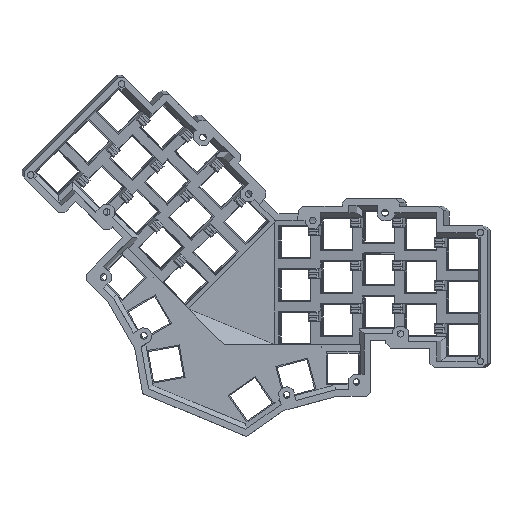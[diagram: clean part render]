
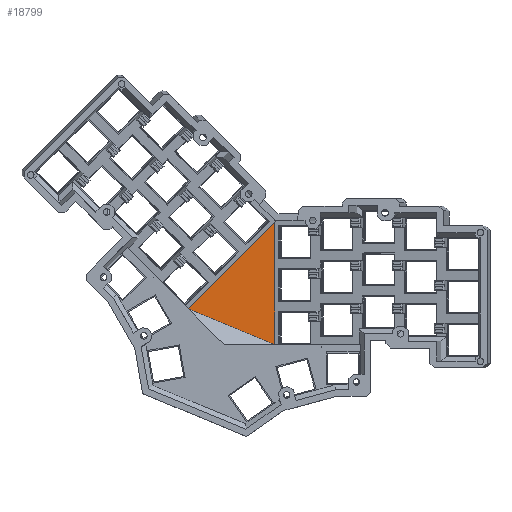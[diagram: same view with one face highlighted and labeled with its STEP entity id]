
A CAD part, top view. The second image highlights one B-rep face of the part: STEP entity #18799.
In plain terms, the highlighted planar face has unit normal (0, 0, 1).
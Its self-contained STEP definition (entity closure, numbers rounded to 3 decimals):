
#768=PLANE('',#19845);
#1740=FACE_OUTER_BOUND('',#2768,.T.);
#2768=EDGE_LOOP('',(#16242,#16243,#16244,#16245,#16246));
#3314=LINE('',#25081,#5911);
#3347=LINE('',#25147,#5944);
#3492=LINE('',#25436,#6089);
#3640=LINE('',#25730,#6237);
#5136=LINE('',#28879,#7733);
#5911=VECTOR('',#20360,10.);
#5944=VECTOR('',#20399,10.);
#6089=VECTOR('',#20596,10.);
#6237=VECTOR('',#20766,10.);
#7733=VECTOR('',#23480,10.);
#8494=VERTEX_POINT('',#25078);
#8495=VERTEX_POINT('',#25080);
#8525=VERTEX_POINT('',#25146);
#8643=VERTEX_POINT('',#25435);
#8778=VERTEX_POINT('',#25729);
#10232=EDGE_CURVE('',#8494,#8495,#3314,.T.);
#10265=EDGE_CURVE('',#8495,#8525,#3347,.T.);
#10410=EDGE_CURVE('',#8525,#8643,#3492,.T.);
#10558=EDGE_CURVE('',#8643,#8778,#3640,.T.);
#12121=EDGE_CURVE('',#8494,#8778,#5136,.T.);
#16242=ORIENTED_EDGE('',*,*,#12121,.T.);
#16243=ORIENTED_EDGE('',*,*,#10558,.F.);
#16244=ORIENTED_EDGE('',*,*,#10410,.F.);
#16245=ORIENTED_EDGE('',*,*,#10265,.F.);
#16246=ORIENTED_EDGE('',*,*,#10232,.F.);
#18799=ADVANCED_FACE('',(#1740),#768,.T.);
#19845=AXIS2_PLACEMENT_3D('',#28956,#23559,#23560);
#20360=DIRECTION('',(-0.707,0.707,0.));
#20399=DIRECTION('',(0.707,0.707,0.));
#20596=DIRECTION('',(0.,-1.,0.));
#20766=DIRECTION('',(-1.,0.,0.));
#23480=DIRECTION('',(0.924,-0.383,0.));
#23559=DIRECTION('center_axis',(0.,0.,1.));
#23560=DIRECTION('ref_axis',(1.,0.,0.));
#25078=CARTESIAN_POINT('',(-58.824,-43.726,1.6));
#25080=CARTESIAN_POINT('',(-59.052,-43.498,1.6));
#25081=CARTESIAN_POINT('',(-62.996,-39.554,1.6));
#25146=CARTESIAN_POINT('',(-19.815,-4.261,1.6));
#25147=CARTESIAN_POINT('',(-40.864,-25.31,1.6));
#25435=CARTESIAN_POINT('',(-19.815,-59.75,1.6));
#25436=CARTESIAN_POINT('',(-19.815,-31.,1.6));
#25729=CARTESIAN_POINT('',(-20.138,-59.75,1.6));
#25730=CARTESIAN_POINT('',(-21.55,-59.75,1.6));
#28879=CARTESIAN_POINT('',(-33.465,-54.229,1.6));
#28956=CARTESIAN_POINT('Origin',(-40.183,-32.75,1.6));
